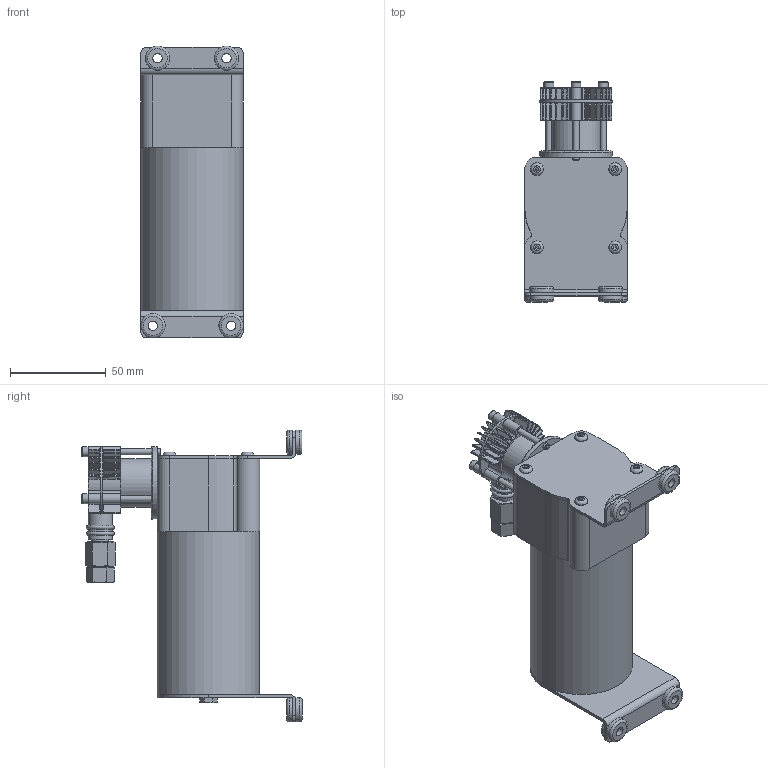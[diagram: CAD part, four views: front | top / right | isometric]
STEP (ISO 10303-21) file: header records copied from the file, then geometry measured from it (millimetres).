
FILE_DESCRIPTION(/* description */ ('Air Compressor 90C'),/* implementation_level */ '2;1');
FILE_NAME(/* name */ '00090-90C.stp',/* time_stamp */ '2018-01-03T09:30:42-08:00',/* author */ ('PhillipD'),/* organization */ ('Autodesk Inc.'),/* preprocessor_version */ 'ST-DEVELOPER v16.13',/* originating_system */ 'Autodesk Inventor 2018',/* authorisation */ '');
FILE_SCHEMA (('AUTOMOTIVE_DESIGN { 1 0 10303 214 3 1 1 }'));
Length unit declared in the file: inch
Products named in the file (12): 00090; Pneumatics_VIAIR_0090_01; Pneumatics_VIAIR_0090_02; Pneumatics_VIAIR_00090_03; Pneumatics_VIAIR_0090_04; Pneumatic_VIAIR_Fitting; Pneumatics_VIAIR_Fitting_01; Pneumatics_VIAIR_00090_02; ANSI B18.3 - No. 5 - 40 UNC - 1 1/2 HS HCS; ANSI B18.3 - 6 - 32 x 1/4; ANSI B18.6.3 - 8-32 UNC - 1.25; Pneumatic_VIAIAR_00090_05
Assembly tree (20 placements, depth 2):
  00090
    Pneumatics_VIAIR_0090_01
    Pneumatics_VIAIR_0090_02
    Pneumatics_VIAIR_00090_03
    Pneumatics_VIAIR_0090_04
    Pneumatic_VIAIR_Fitting
    Pneumatics_VIAIR_Fitting_01
    Pneumatics_VIAIR_00090_02
    ANSI B18.3 - No. 5 - 40 UNC - 1 1/2 HS HCS  x3
    ANSI B18.3 - 6 - 32 x 1/4  x4
    ANSI B18.6.3 - 8-32 UNC - 1.25  x2
    Pneumatic_VIAIAR_00090_05  x4
Bounding box: 53.65 x 115.09 x 152.71 mm (x, y, z)
Volume: 345129.3 mm3; surface area: 71061.5 mm2
Topology: 20 solids, 20 shells, 885 faces, 2170 edges, 1298 vertices
Faces by surface type: plane 257, cylinder 255, bspline 224, sphere 56, torus 53, cone 40
Full cylindrical faces by diameter (mm): 3.175 x3, 3.277 x6, 3.302 x2, 3.505 x4, 3.81 x6, 4.166 x2, 4.823 x4, 5.105 x4, 5.207 x3, 6.34 x2, 6.655 x4, 6.693 x4, 7.95 x1, 12.7 x3, 12.761 x8, 25.4 x2, 38.1 x1, 53.594 x1
Entity records: 28816 total; most frequent: CARTESIAN_POINT 11025, DIRECTION 3740, ORIENTED_EDGE 3562, EDGE_CURVE 1781, AXIS2_PLACEMENT_3D 1664, VERTEX_POINT 1120, EDGE_LOOP 873, FACE_OUTER_BOUND 761
